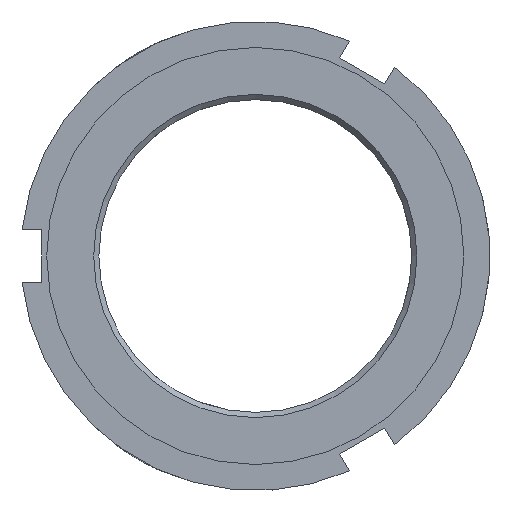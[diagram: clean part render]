
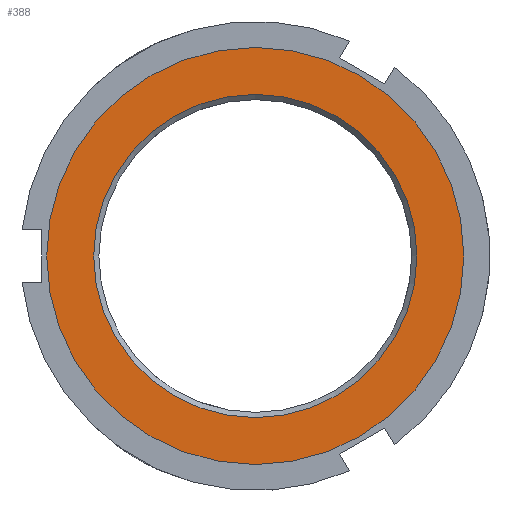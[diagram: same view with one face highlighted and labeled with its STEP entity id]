
A CAD part, left-side view. The second image highlights one B-rep face of the part: STEP entity #388.
In plain terms, the highlighted planar face has unit normal (-1, 0, 0).
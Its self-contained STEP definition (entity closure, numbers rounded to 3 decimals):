
#357=CARTESIAN_POINT('',(0.,15.5,0.));
#358=VERTEX_POINT('',#357);
#359=CARTESIAN_POINT('',(0.,0.0,0.0));
#360=DIRECTION('',(-1.0,0.0,0.0));
#361=DIRECTION('',(0.0,-1.0,0.0));
#362=AXIS2_PLACEMENT_3D('',#359,#360,#361);
#363=CIRCLE('',#362,15.5);
#364=EDGE_CURVE('',#358,#358,#363,.T.);
#369=CARTESIAN_POINT('',(0.,17.5,0.0));
#370=DIRECTION('',(-1.0,0.0,0.0));
#371=DIRECTION('',(0.0,0.0,1.0));
#372=AXIS2_PLACEMENT_3D('',#369,#370,#371);
#373=PLANE('',#372);
#374=CARTESIAN_POINT('',(0.,20.,0.0));
#375=VERTEX_POINT('',#374);
#376=CARTESIAN_POINT('',(0.,0.0,0.0));
#377=DIRECTION('',(1.0,0.0,0.0));
#378=DIRECTION('',(0.0,1.0,0.0));
#379=AXIS2_PLACEMENT_3D('',#376,#377,#378);
#380=CIRCLE('',#379,20.);
#381=EDGE_CURVE('',#375,#375,#380,.T.);
#382=ORIENTED_EDGE('',*,*,#381,.F.);
#383=EDGE_LOOP('',(#382));
#384=FACE_OUTER_BOUND('',#383,.T.);
#385=ORIENTED_EDGE('',*,*,#364,.F.);
#386=EDGE_LOOP('',(#385));
#387=FACE_BOUND('',#386,.T.);
#388=ADVANCED_FACE('',(#384,#387),#373,.T.);
